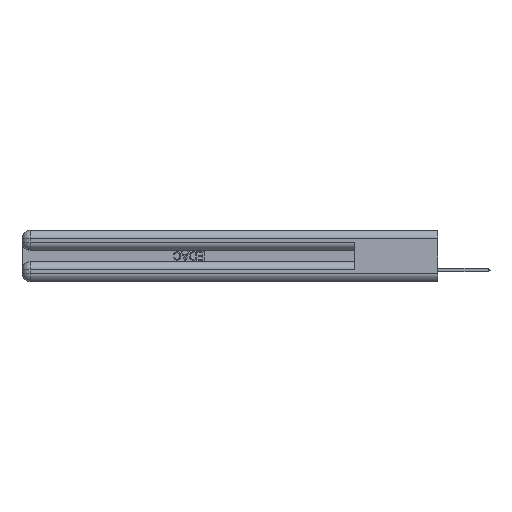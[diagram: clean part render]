
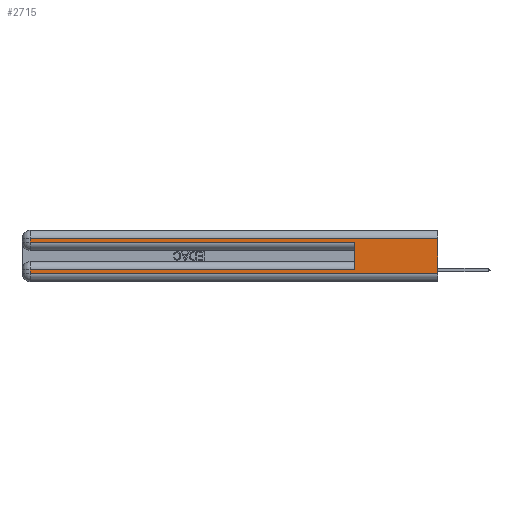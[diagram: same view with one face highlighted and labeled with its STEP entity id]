
A CAD part, left-side view. The second image highlights one B-rep face of the part: STEP entity #2715.
In plain terms, the highlighted planar face has unit normal (-1, 0, 0).
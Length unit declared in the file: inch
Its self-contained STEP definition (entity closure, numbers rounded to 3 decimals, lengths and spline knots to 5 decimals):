
#574 = CARTESIAN_POINT ( 'NONE',  ( 0., 2.94, 0.31 ) ) ;
#795 = CARTESIAN_POINT ( 'NONE',  ( 0., 0.6, 0.285 ) ) ;
#1304 = LINE ( 'NONE', #23218, #42527 ) ;
#1523 = VERTEX_POINT ( 'NONE', #37628 ) ;
#1958 = ORIENTED_EDGE ( 'NONE', *, *, #22084, .F. ) ;
#2521 = VERTEX_POINT ( 'NONE', #18354 ) ;
#2620 = DIRECTION ( 'NONE',  ( 0., 0., -1. ) ) ;
#2715 = ADVANCED_FACE ( 'NONE', ( #47117 ), #25978, .F. ) ;
#4199 = CARTESIAN_POINT ( 'NONE',  ( 0., 0., 0.31 ) ) ;
#4883 = EDGE_CURVE ( 'NONE', #15284, #38268, #1304, .T. ) ;
#5180 = LINE ( 'NONE', #42200, #25192 ) ;
#5524 = DIRECTION ( 'NONE',  ( 0., -1., 0. ) ) ;
#5749 = ORIENTED_EDGE ( 'NONE', *, *, #8969, .T. ) ;
#7067 = VERTEX_POINT ( 'NONE', #33255 ) ;
#8969 = EDGE_CURVE ( 'NONE', #37362, #7067, #5180, .T. ) ;
#9428 = VERTEX_POINT ( 'NONE', #795 ) ;
#10184 = ORIENTED_EDGE ( 'NONE', *, *, #33238, .T. ) ;
#10706 = EDGE_CURVE ( 'NONE', #2521, #37362, #33223, .T. ) ;
#12321 = VERTEX_POINT ( 'NONE', #4199 ) ;
#12676 = DIRECTION ( 'NONE',  ( 0., 1., 0. ) ) ;
#15284 = VERTEX_POINT ( 'NONE', #574 ) ;
#17274 = CARTESIAN_POINT ( 'NONE',  ( 0., 0., 0.37 ) ) ;
#18024 = LINE ( 'NONE', #47793, #20548 ) ;
#18264 = DIRECTION ( 'NONE',  ( 0., 0., -1. ) ) ;
#18354 = CARTESIAN_POINT ( 'NONE',  ( 0., 2.94, 0.085 ) ) ;
#18761 = EDGE_CURVE ( 'NONE', #1523, #9428, #39184, .T. ) ;
#18879 = LINE ( 'NONE', #17274, #42562 ) ;
#20548 = VECTOR ( 'NONE', #12676, 39.37008 ) ;
#22084 = EDGE_CURVE ( 'NONE', #12321, #7067, #18879, .T. ) ;
#22938 = CARTESIAN_POINT ( 'NONE',  ( 0., 2.94, 0.285 ) ) ;
#23218 = CARTESIAN_POINT ( 'NONE',  ( 0., 2.94, 0.37 ) ) ;
#23876 = VECTOR ( 'NONE', #25298, 39.37008 ) ;
#25192 = VECTOR ( 'NONE', #5524, 39.37008 ) ;
#25298 = DIRECTION ( 'NONE',  ( 0., 1., 0. ) ) ;
#25978 = PLANE ( 'NONE',  #48286 ) ;
#27660 = EDGE_LOOP ( 'NONE', ( #1958, #46997, #49681, #30580, #28740, #10184, #29493, #5749 ) ) ;
#28267 = VECTOR ( 'NONE', #50694, 39.37008 ) ;
#28740 = ORIENTED_EDGE ( 'NONE', *, *, #18761, .F. ) ;
#29493 = ORIENTED_EDGE ( 'NONE', *, *, #10706, .T. ) ;
#30132 = LINE ( 'NONE', #46823, #28267 ) ;
#30580 = ORIENTED_EDGE ( 'NONE', *, *, #47911, .T. ) ;
#30657 = DIRECTION ( 'NONE',  ( 0., 0., 1. ) ) ;
#31227 = CARTESIAN_POINT ( 'NONE',  ( 0., 2.94, 0.06 ) ) ;
#33223 = LINE ( 'NONE', #42193, #43182 ) ;
#33238 = EDGE_CURVE ( 'NONE', #1523, #2521, #33795, .T. ) ;
#33255 = CARTESIAN_POINT ( 'NONE',  ( 0., 0., 0.06 ) ) ;
#33795 = LINE ( 'NONE', #45138, #23876 ) ;
#34369 = EDGE_CURVE ( 'NONE', #12321, #15284, #18024, .T. ) ;
#35445 = VECTOR ( 'NONE', #30657, 39.37008 ) ;
#37362 = VERTEX_POINT ( 'NONE', #31227 ) ;
#37628 = CARTESIAN_POINT ( 'NONE',  ( 0., 0.6, 0.085 ) ) ;
#38268 = VERTEX_POINT ( 'NONE', #22938 ) ;
#39184 = LINE ( 'NONE', #49937, #35445 ) ;
#42009 = DIRECTION ( 'NONE',  ( 1., 0., 0. ) ) ;
#42193 = CARTESIAN_POINT ( 'NONE',  ( 0., 2.94, 0.37 ) ) ;
#42200 = CARTESIAN_POINT ( 'NONE',  ( 0., 0., 0.06 ) ) ;
#42527 = VECTOR ( 'NONE', #2620, 39.37008 ) ;
#42562 = VECTOR ( 'NONE', #49905, 39.37008 ) ;
#43182 = VECTOR ( 'NONE', #18264, 39.37008 ) ;
#45138 = CARTESIAN_POINT ( 'NONE',  ( 0., 0., 0.085 ) ) ;
#45809 = CARTESIAN_POINT ( 'NONE',  ( 0., 0., 0.37 ) ) ;
#45980 = DIRECTION ( 'NONE',  ( 0., 0., -1. ) ) ;
#46823 = CARTESIAN_POINT ( 'NONE',  ( 0., 0., 0.285 ) ) ;
#46997 = ORIENTED_EDGE ( 'NONE', *, *, #34369, .T. ) ;
#47117 = FACE_OUTER_BOUND ( 'NONE', #27660, .T. ) ;
#47793 = CARTESIAN_POINT ( 'NONE',  ( 0., 0., 0.31 ) ) ;
#47911 = EDGE_CURVE ( 'NONE', #38268, #9428, #30132, .T. ) ;
#48286 = AXIS2_PLACEMENT_3D ( 'NONE', #45809, #42009, #45980 ) ;
#49681 = ORIENTED_EDGE ( 'NONE', *, *, #4883, .T. ) ;
#49905 = DIRECTION ( 'NONE',  ( 0., 0., -1. ) ) ;
#49937 = CARTESIAN_POINT ( 'NONE',  ( 0., 0.6, 0.145 ) ) ;
#50694 = DIRECTION ( 'NONE',  ( 0., -1., 0. ) ) ;
